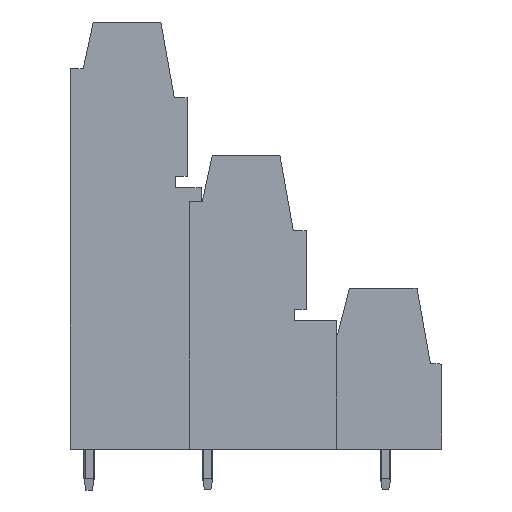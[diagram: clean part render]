
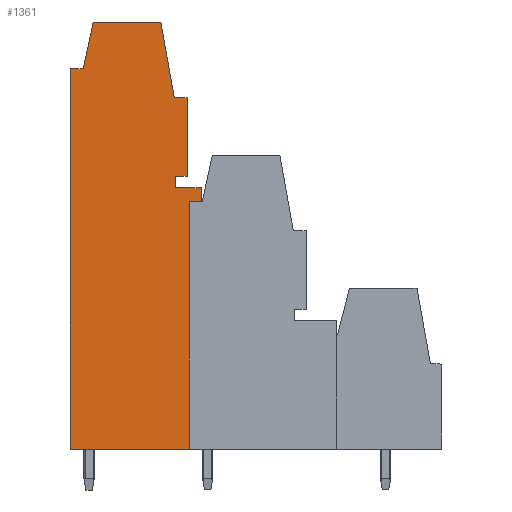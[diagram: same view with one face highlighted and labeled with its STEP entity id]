
A CAD part, left-side view. The second image highlights one B-rep face of the part: STEP entity #1361.
In plain terms, the highlighted planar face has unit normal (-1, 0, 0).
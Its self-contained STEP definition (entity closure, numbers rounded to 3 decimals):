
#1164=AXIS2_PLACEMENT_3D('Plane Axis2P3D',#1161,#1162,#1163) ;
#1049=CARTESIAN_POINT('Vertex',(2.54,20.6,24.7)) ;
#1052=CARTESIAN_POINT('Line Origine',(2.54,21.1,24.7)) ;
#1056=CARTESIAN_POINT('Vertex',(2.54,21.6,24.7)) ;
#1082=CARTESIAN_POINT('Vertex',(2.54,21.6,3.5)) ;
#1085=CARTESIAN_POINT('Line Origine',(2.54,26.7,3.5)) ;
#1089=CARTESIAN_POINT('Vertex',(2.54,31.8,3.5)) ;
#1161=CARTESIAN_POINT('Axis2P3D Location',(2.54,35.177,3.5)) ;
#1265=CARTESIAN_POINT('Line Origine',(2.54,20.6,25.3)) ;
#1269=CARTESIAN_POINT('Vertex',(2.54,20.6,25.9)) ;
#1272=CARTESIAN_POINT('Line Origine',(2.54,21.7,25.9)) ;
#1276=CARTESIAN_POINT('Vertex',(2.54,22.8,25.9)) ;
#1279=CARTESIAN_POINT('Line Origine',(2.54,22.8,26.4)) ;
#1283=CARTESIAN_POINT('Vertex',(2.54,22.8,26.9)) ;
#1286=CARTESIAN_POINT('Line Origine',(2.54,22.3,26.9)) ;
#1290=CARTESIAN_POINT('Vertex',(2.54,21.8,26.9)) ;
#1293=CARTESIAN_POINT('Line Origine',(2.54,21.8,30.25)) ;
#1297=CARTESIAN_POINT('Vertex',(2.54,21.8,33.6)) ;
#1300=CARTESIAN_POINT('Line Origine',(2.54,22.352,33.6)) ;
#1304=CARTESIAN_POINT('Vertex',(2.54,22.904,33.6)) ;
#1307=CARTESIAN_POINT('Line Origine',(2.54,23.477,36.85)) ;
#1311=CARTESIAN_POINT('Vertex',(2.54,24.05,40.1)) ;
#1314=CARTESIAN_POINT('Line Origine',(2.54,26.95,40.1)) ;
#1318=CARTESIAN_POINT('Vertex',(2.54,29.85,40.1)) ;
#1321=CARTESIAN_POINT('Line Origine',(2.54,30.275,38.1)) ;
#1325=CARTESIAN_POINT('Vertex',(2.54,30.7,36.1)) ;
#1328=CARTESIAN_POINT('Line Origine',(2.54,31.25,36.1)) ;
#1332=CARTESIAN_POINT('Vertex',(2.54,31.8,36.1)) ;
#1335=CARTESIAN_POINT('Line Origine',(2.54,31.8,19.8)) ;
#1340=CARTESIAN_POINT('Line Origine',(2.54,21.6,14.1)) ;
#1053=DIRECTION('Vector Direction',(0.,1.,0.)) ;
#1086=DIRECTION('Vector Direction',(0.,-1.,0.)) ;
#1162=DIRECTION('Axis2P3D Direction',(-1.,0.,0.)) ;
#1163=DIRECTION('Axis2P3D XDirection',(0.,-1.,0.)) ;
#1266=DIRECTION('Vector Direction',(0.,0.,1.)) ;
#1273=DIRECTION('Vector Direction',(0.,1.,0.)) ;
#1280=DIRECTION('Vector Direction',(0.,0.,-1.)) ;
#1287=DIRECTION('Vector Direction',(0.,1.,0.)) ;
#1294=DIRECTION('Vector Direction',(0.,0.,-1.)) ;
#1301=DIRECTION('Vector Direction',(0.,-1.,0.)) ;
#1308=DIRECTION('Vector Direction',(0.,-0.174,-0.985)) ;
#1315=DIRECTION('Vector Direction',(0.,-1.,0.)) ;
#1322=DIRECTION('Vector Direction',(0.,-0.208,0.978)) ;
#1329=DIRECTION('Vector Direction',(0.,-1.,0.)) ;
#1336=DIRECTION('Vector Direction',(0.,0.,1.)) ;
#1341=DIRECTION('Vector Direction',(0.,0.,1.)) ;
#1054=VECTOR('Line Direction',#1053,1.) ;
#1087=VECTOR('Line Direction',#1086,1.) ;
#1267=VECTOR('Line Direction',#1266,1.) ;
#1274=VECTOR('Line Direction',#1273,1.) ;
#1281=VECTOR('Line Direction',#1280,1.) ;
#1288=VECTOR('Line Direction',#1287,1.) ;
#1295=VECTOR('Line Direction',#1294,1.) ;
#1302=VECTOR('Line Direction',#1301,1.) ;
#1309=VECTOR('Line Direction',#1308,1.) ;
#1316=VECTOR('Line Direction',#1315,1.) ;
#1323=VECTOR('Line Direction',#1322,1.) ;
#1330=VECTOR('Line Direction',#1329,1.) ;
#1337=VECTOR('Line Direction',#1336,1.) ;
#1342=VECTOR('Line Direction',#1341,1.) ;
#1346=ORIENTED_EDGE('',*,*,#1271,.T.) ;
#1347=ORIENTED_EDGE('',*,*,#1278,.T.) ;
#1348=ORIENTED_EDGE('',*,*,#1285,.F.) ;
#1349=ORIENTED_EDGE('',*,*,#1292,.F.) ;
#1350=ORIENTED_EDGE('',*,*,#1299,.F.) ;
#1351=ORIENTED_EDGE('',*,*,#1306,.F.) ;
#1352=ORIENTED_EDGE('',*,*,#1313,.F.) ;
#1353=ORIENTED_EDGE('',*,*,#1320,.F.) ;
#1354=ORIENTED_EDGE('',*,*,#1327,.F.) ;
#1355=ORIENTED_EDGE('',*,*,#1334,.F.) ;
#1356=ORIENTED_EDGE('',*,*,#1339,.F.) ;
#1357=ORIENTED_EDGE('',*,*,#1091,.T.) ;
#1358=ORIENTED_EDGE('',*,*,#1344,.T.) ;
#1359=ORIENTED_EDGE('',*,*,#1058,.F.) ;
#1361=ADVANCED_FACE('HOUSING',(#1360),#1165,.T.) ;
#1058=EDGE_CURVE('',#1050,#1057,#1055,.T.) ;
#1091=EDGE_CURVE('',#1090,#1083,#1088,.T.) ;
#1271=EDGE_CURVE('',#1050,#1270,#1268,.T.) ;
#1278=EDGE_CURVE('',#1270,#1277,#1275,.T.) ;
#1285=EDGE_CURVE('',#1284,#1277,#1282,.T.) ;
#1292=EDGE_CURVE('',#1291,#1284,#1289,.T.) ;
#1299=EDGE_CURVE('',#1298,#1291,#1296,.T.) ;
#1306=EDGE_CURVE('',#1305,#1298,#1303,.T.) ;
#1313=EDGE_CURVE('',#1312,#1305,#1310,.T.) ;
#1320=EDGE_CURVE('',#1319,#1312,#1317,.T.) ;
#1327=EDGE_CURVE('',#1326,#1319,#1324,.T.) ;
#1334=EDGE_CURVE('',#1333,#1326,#1331,.T.) ;
#1339=EDGE_CURVE('',#1090,#1333,#1338,.T.) ;
#1344=EDGE_CURVE('',#1083,#1057,#1343,.T.) ;
#1345=EDGE_LOOP('',(#1346,#1347,#1348,#1349,#1350,#1351,#1352,#1353,#1354,#1355,#1356,#1357,#1358,#1359)) ;
#1360=FACE_OUTER_BOUND('',#1345,.T.) ;
#1055=LINE('Line',#1052,#1054) ;
#1088=LINE('Line',#1085,#1087) ;
#1268=LINE('Line',#1265,#1267) ;
#1275=LINE('Line',#1272,#1274) ;
#1282=LINE('Line',#1279,#1281) ;
#1289=LINE('Line',#1286,#1288) ;
#1296=LINE('Line',#1293,#1295) ;
#1303=LINE('Line',#1300,#1302) ;
#1310=LINE('Line',#1307,#1309) ;
#1317=LINE('Line',#1314,#1316) ;
#1324=LINE('Line',#1321,#1323) ;
#1331=LINE('Line',#1328,#1330) ;
#1338=LINE('Line',#1335,#1337) ;
#1343=LINE('Line',#1340,#1342) ;
#1165=PLANE('',#1164) ;
#1050=VERTEX_POINT('',#1049) ;
#1057=VERTEX_POINT('',#1056) ;
#1083=VERTEX_POINT('',#1082) ;
#1090=VERTEX_POINT('',#1089) ;
#1270=VERTEX_POINT('',#1269) ;
#1277=VERTEX_POINT('',#1276) ;
#1284=VERTEX_POINT('',#1283) ;
#1291=VERTEX_POINT('',#1290) ;
#1298=VERTEX_POINT('',#1297) ;
#1305=VERTEX_POINT('',#1304) ;
#1312=VERTEX_POINT('',#1311) ;
#1319=VERTEX_POINT('',#1318) ;
#1326=VERTEX_POINT('',#1325) ;
#1333=VERTEX_POINT('',#1332) ;
